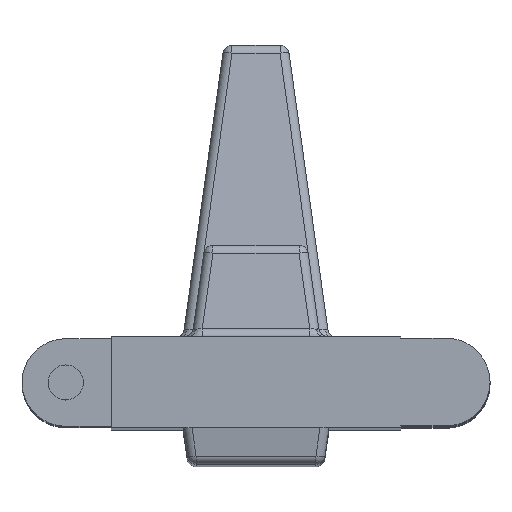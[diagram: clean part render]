
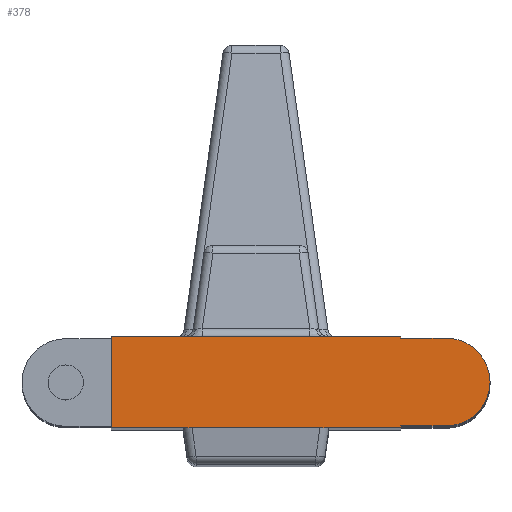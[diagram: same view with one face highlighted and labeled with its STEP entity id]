
A CAD part, top view. The second image highlights one B-rep face of the part: STEP entity #378.
In plain terms, the highlighted planar face has unit normal (0, 0, 1).
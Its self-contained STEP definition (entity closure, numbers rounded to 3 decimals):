
#51 = DIRECTION ( 'NONE',  ( 1., 0., 0. ) ) ;
#115 = ORIENTED_EDGE ( 'NONE', *, *, #1707, .F. ) ;
#123 = AXIS2_PLACEMENT_3D ( 'NONE', #2751, #3470, #209 ) ;
#128 = ORIENTED_EDGE ( 'NONE', *, *, #2856, .T. ) ;
#209 = DIRECTION ( 'NONE',  ( 1., 0., 0. ) ) ;
#232 = DIRECTION ( 'NONE',  ( 1., 0., 0. ) ) ;
#316 = VERTEX_POINT ( 'NONE', #4700 ) ;
#340 = AXIS2_PLACEMENT_3D ( 'NONE', #1285, #3162, #579 ) ;
#365 = ORIENTED_EDGE ( 'NONE', *, *, #2340, .F. ) ;
#378 = ADVANCED_FACE ( 'NONE', ( #2226 ), #3283, .T. ) ;
#415 = ORIENTED_EDGE ( 'NONE', *, *, #2125, .F. ) ;
#502 = DIRECTION ( 'NONE',  ( -1., 0., 0. ) ) ;
#569 = EDGE_CURVE ( 'NONE', #3612, #2347, #1308, .T. ) ;
#579 = DIRECTION ( 'NONE',  ( 1., 0., 0. ) ) ;
#596 = LINE ( 'NONE', #2051, #2059 ) ;
#598 = DIRECTION ( 'NONE',  ( 0., -1., 0. ) ) ;
#650 = VECTOR ( 'NONE', #598, 1000. ) ;
#700 = CARTESIAN_POINT ( 'NONE',  ( 10.42, -4.9, 40. ) ) ;
#701 = VERTEX_POINT ( 'NONE', #2566 ) ;
#770 = DIRECTION ( 'NONE',  ( 0., 0., 1. ) ) ;
#896 = VERTEX_POINT ( 'NONE', #4328 ) ;
#962 = CIRCLE ( 'NONE', #123, 2.4 ) ;
#1038 = VECTOR ( 'NONE', #2899, 1000. ) ;
#1111 = CARTESIAN_POINT ( 'NONE',  ( 3.505, -5., 40. ) ) ;
#1127 = VECTOR ( 'NONE', #502, 1000. ) ;
#1211 = LINE ( 'NONE', #3772, #1127 ) ;
#1285 = CARTESIAN_POINT ( 'NONE',  ( 10.42, -2.5, 40. ) ) ;
#1308 = LINE ( 'NONE', #2436, #4285 ) ;
#1326 = DIRECTION ( 'NONE',  ( 1., 0., 0. ) ) ;
#1402 = LINE ( 'NONE', #3199, #1038 ) ;
#1445 = CARTESIAN_POINT ( 'NONE',  ( 7.92, -4.9, 40. ) ) ;
#1485 = LINE ( 'NONE', #2254, #2287 ) ;
#1499 = ORIENTED_EDGE ( 'NONE', *, *, #2755, .F. ) ;
#1632 = VERTEX_POINT ( 'NONE', #1817 ) ;
#1659 = ORIENTED_EDGE ( 'NONE', *, *, #2957, .F. ) ;
#1687 = CARTESIAN_POINT ( 'NONE',  ( 12.92, -5., 40. ) ) ;
#1689 = CARTESIAN_POINT ( 'NONE',  ( 7.92, 0., 40. ) ) ;
#1699 = ORIENTED_EDGE ( 'NONE', *, *, #3896, .F. ) ;
#1707 = EDGE_CURVE ( 'NONE', #2449, #896, #1485, .T. ) ;
#1817 = CARTESIAN_POINT ( 'NONE',  ( 12.82, -2.5, 40. ) ) ;
#1885 = DIRECTION ( 'NONE',  ( 0., 1., 0. ) ) ;
#1918 = ORIENTED_EDGE ( 'NONE', *, *, #2984, .T. ) ;
#1952 = EDGE_CURVE ( 'NONE', #4648, #316, #1402, .T. ) ;
#2028 = CARTESIAN_POINT ( 'NONE',  ( 7.92, -4.9, 40. ) ) ;
#2051 = CARTESIAN_POINT ( 'NONE',  ( 12.92, -5., 40. ) ) ;
#2056 = DIRECTION ( 'NONE',  ( 1., 0., 0. ) ) ;
#2059 = VECTOR ( 'NONE', #1326, 1000. ) ;
#2125 = EDGE_CURVE ( 'NONE', #1632, #3739, #962, .T. ) ;
#2133 = VECTOR ( 'NONE', #232, 1000. ) ;
#2155 = CARTESIAN_POINT ( 'NONE',  ( 12.92, -5., 40. ) ) ;
#2226 = FACE_OUTER_BOUND ( 'NONE', #2652, .T. ) ;
#2254 = CARTESIAN_POINT ( 'NONE',  ( 7.92, -0.1, 40. ) ) ;
#2283 = VECTOR ( 'NONE', #2726, 1000. ) ;
#2284 = VECTOR ( 'NONE', #1885, 1000. ) ;
#2287 = VECTOR ( 'NONE', #4043, 1000. ) ;
#2312 = LINE ( 'NONE', #3021, #2284 ) ;
#2340 = EDGE_CURVE ( 'NONE', #2347, #2449, #4322, .T. ) ;
#2347 = VERTEX_POINT ( 'NONE', #4253 ) ;
#2394 = AXIS2_PLACEMENT_3D ( 'NONE', #2155, #770, #51 ) ;
#2408 = LINE ( 'NONE', #2028, #2283 ) ;
#2436 = CARTESIAN_POINT ( 'NONE',  ( 12.92, 0., 40. ) ) ;
#2449 = VERTEX_POINT ( 'NONE', #3716 ) ;
#2566 = CARTESIAN_POINT ( 'NONE',  ( -7.92, -5., 40. ) ) ;
#2628 = CIRCLE ( 'NONE', #340, 2.4 ) ;
#2652 = EDGE_LOOP ( 'NONE', ( #4475, #1659, #415, #4165, #115, #365, #3337, #1499, #128, #1699, #1918 ) ) ;
#2726 = DIRECTION ( 'NONE',  ( -1., 0., 0. ) ) ;
#2751 = CARTESIAN_POINT ( 'NONE',  ( 10.42, -2.5, 40. ) ) ;
#2755 = EDGE_CURVE ( 'NONE', #701, #3612, #2312, .T. ) ;
#2856 = EDGE_CURVE ( 'NONE', #701, #3282, #4225, .T. ) ;
#2864 = CARTESIAN_POINT ( 'NONE',  ( -3.505, -5., 40. ) ) ;
#2889 = CARTESIAN_POINT ( 'NONE',  ( -7.92, 0., 40. ) ) ;
#2899 = DIRECTION ( 'NONE',  ( 0., -1., 0. ) ) ;
#2957 = EDGE_CURVE ( 'NONE', #3739, #4648, #2408, .T. ) ;
#2984 = EDGE_CURVE ( 'NONE', #3575, #316, #596, .T. ) ;
#3021 = CARTESIAN_POINT ( 'NONE',  ( -7.92, 0., 40. ) ) ;
#3162 = DIRECTION ( 'NONE',  ( 0., 0., -1. ) ) ;
#3199 = CARTESIAN_POINT ( 'NONE',  ( 7.92, -4.9, 40. ) ) ;
#3282 = VERTEX_POINT ( 'NONE', #2864 ) ;
#3283 = PLANE ( 'NONE',  #2394 ) ;
#3337 = ORIENTED_EDGE ( 'NONE', *, *, #569, .F. ) ;
#3470 = DIRECTION ( 'NONE',  ( 0., 0., -1. ) ) ;
#3575 = VERTEX_POINT ( 'NONE', #1111 ) ;
#3612 = VERTEX_POINT ( 'NONE', #2889 ) ;
#3716 = CARTESIAN_POINT ( 'NONE',  ( 7.92, -0.1, 40. ) ) ;
#3739 = VERTEX_POINT ( 'NONE', #700 ) ;
#3772 = CARTESIAN_POINT ( 'NONE',  ( 4., -5., 40. ) ) ;
#3896 = EDGE_CURVE ( 'NONE', #3575, #3282, #1211, .T. ) ;
#4043 = DIRECTION ( 'NONE',  ( 1., 0., 0. ) ) ;
#4165 = ORIENTED_EDGE ( 'NONE', *, *, #4181, .F. ) ;
#4181 = EDGE_CURVE ( 'NONE', #896, #1632, #2628, .T. ) ;
#4225 = LINE ( 'NONE', #1687, #2133 ) ;
#4253 = CARTESIAN_POINT ( 'NONE',  ( 7.92, 0., 40. ) ) ;
#4285 = VECTOR ( 'NONE', #2056, 1000. ) ;
#4322 = LINE ( 'NONE', #1689, #650 ) ;
#4328 = CARTESIAN_POINT ( 'NONE',  ( 10.42, -0.1, 40. ) ) ;
#4475 = ORIENTED_EDGE ( 'NONE', *, *, #1952, .F. ) ;
#4648 = VERTEX_POINT ( 'NONE', #1445 ) ;
#4700 = CARTESIAN_POINT ( 'NONE',  ( 7.92, -5., 40. ) ) ;
